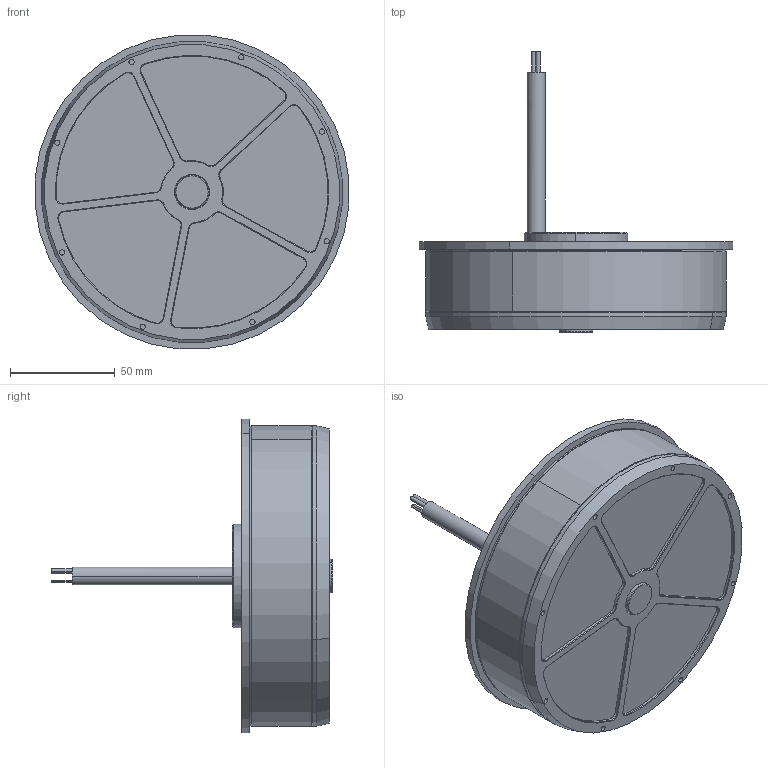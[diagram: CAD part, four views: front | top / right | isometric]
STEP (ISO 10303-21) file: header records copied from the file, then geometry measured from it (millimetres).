
FILE_DESCRIPTION (( 'STEP AP203' ), '1' );
FILE_NAME ('M1502D_111 萇儂軞傖.STEP', '2022-03-21T03:44:08', ( '' ), ( '' ), 'SwSTEP 2.0', 'SolidWorks 2018', '' );
FILE_SCHEMA (( 'CONFIG_CONTROL_DESIGN' ));
Length unit declared in the file: millimetre
Products named in the file (1): M1502D_111 萇儂軞傖
Bounding box: 149.85 x 134.35 x 149.85 mm (x, y, z)
Volume: 667265.9 mm3; surface area: 62286.1 mm2
Topology: 1 solids, 80 shells, 1050 faces, 2300 edges, 1469 vertices
Faces by surface type: plane 561, cylinder 321, cone 156, torus 12
Entity records: 28700 total; most frequent: DIRECTION 5239, CARTESIAN_POINT 4854, ORIENTED_EDGE 4600, EDGE_CURVE 2300, AXIS2_PLACEMENT_3D 1896, VERTEX_POINT 1469, VECTOR 1447, LINE 1447
